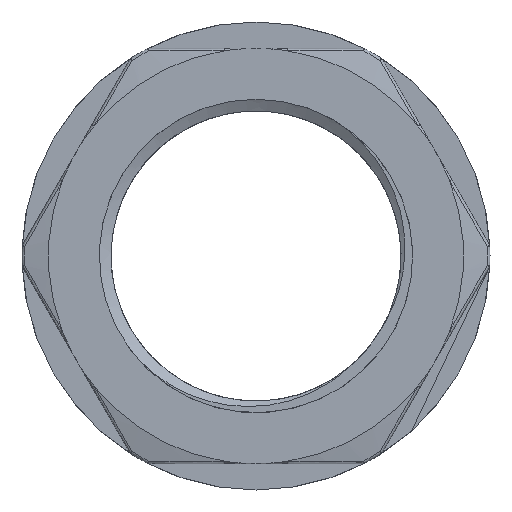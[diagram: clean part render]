
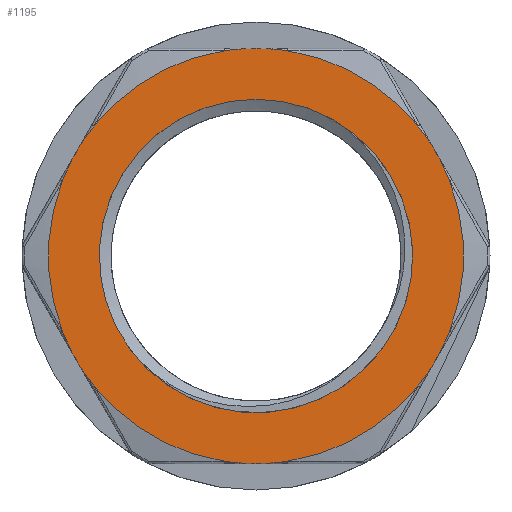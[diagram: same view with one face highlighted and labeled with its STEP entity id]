
A CAD part, left-side view. The second image highlights one B-rep face of the part: STEP entity #1195.
In plain terms, the highlighted planar face has unit normal (-1, 0, 0).
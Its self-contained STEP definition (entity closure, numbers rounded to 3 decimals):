
#101=FACE_BOUND('',#310,.T.);
#225=FACE_OUTER_BOUND('',#309,.T.);
#309=EDGE_LOOP('',(#1073,#1074,#1075,#1076,#1077,#1078,#1079,#1080,#1081,
#1082,#1083,#1084,#1085,#1086,#1087,#1088,#1089,#1090));
#310=EDGE_LOOP('',(#1091));
#319=CIRCLE('',#1211,10.191);
#324=CIRCLE('',#1217,13.5);
#333=CIRCLE('',#1230,13.5);
#337=CIRCLE('',#1237,13.5);
#340=CIRCLE('',#1240,13.5);
#349=CIRCLE('',#1253,13.5);
#352=CIRCLE('',#1259,13.5);
#355=CIRCLE('',#1262,13.5);
#364=CIRCLE('',#1275,13.5);
#367=CIRCLE('',#1281,13.5);
#370=CIRCLE('',#1284,13.5);
#379=CIRCLE('',#1297,13.5);
#382=CIRCLE('',#1303,13.5);
#385=CIRCLE('',#1306,13.5);
#394=CIRCLE('',#1319,13.5);
#397=CIRCLE('',#1325,13.5);
#400=CIRCLE('',#1328,13.5);
#408=CIRCLE('',#1340,13.5);
#411=CIRCLE('',#1346,13.5);
#471=VERTEX_POINT('',#2173);
#474=VERTEX_POINT('',#2525);
#478=VERTEX_POINT('',#2569);
#487=VERTEX_POINT('',#2617);
#491=VERTEX_POINT('',#2671);
#492=VERTEX_POINT('',#2697);
#496=VERTEX_POINT('',#2741);
#505=VERTEX_POINT('',#2789);
#507=VERTEX_POINT('',#2861);
#511=VERTEX_POINT('',#2905);
#520=VERTEX_POINT('',#2953);
#522=VERTEX_POINT('',#3025);
#526=VERTEX_POINT('',#3069);
#535=VERTEX_POINT('',#3117);
#537=VERTEX_POINT('',#3189);
#541=VERTEX_POINT('',#3233);
#550=VERTEX_POINT('',#3281);
#554=VERTEX_POINT('',#3391);
#562=VERTEX_POINT('',#3437);
#574=EDGE_CURVE('',#471,#471,#319,.T.);
#584=EDGE_CURVE('',#474,#478,#324,.T.);
#601=EDGE_CURVE('',#478,#487,#333,.T.);
#606=EDGE_CURVE('',#487,#491,#337,.T.);
#612=EDGE_CURVE('',#492,#496,#340,.T.);
#629=EDGE_CURVE('',#496,#505,#349,.T.);
#633=EDGE_CURVE('',#505,#474,#352,.T.);
#638=EDGE_CURVE('',#507,#511,#355,.T.);
#655=EDGE_CURVE('',#511,#520,#364,.T.);
#659=EDGE_CURVE('',#520,#492,#367,.T.);
#664=EDGE_CURVE('',#522,#526,#370,.T.);
#681=EDGE_CURVE('',#526,#535,#379,.T.);
#685=EDGE_CURVE('',#535,#507,#382,.T.);
#690=EDGE_CURVE('',#537,#541,#385,.T.);
#707=EDGE_CURVE('',#541,#550,#394,.T.);
#711=EDGE_CURVE('',#550,#522,#397,.T.);
#715=EDGE_CURVE('',#491,#554,#400,.T.);
#731=EDGE_CURVE('',#554,#562,#408,.T.);
#735=EDGE_CURVE('',#562,#537,#411,.T.);
#1073=ORIENTED_EDGE('',*,*,#681,.F.);
#1074=ORIENTED_EDGE('',*,*,#664,.F.);
#1075=ORIENTED_EDGE('',*,*,#711,.F.);
#1076=ORIENTED_EDGE('',*,*,#707,.F.);
#1077=ORIENTED_EDGE('',*,*,#690,.F.);
#1078=ORIENTED_EDGE('',*,*,#735,.F.);
#1079=ORIENTED_EDGE('',*,*,#731,.F.);
#1080=ORIENTED_EDGE('',*,*,#715,.F.);
#1081=ORIENTED_EDGE('',*,*,#606,.F.);
#1082=ORIENTED_EDGE('',*,*,#601,.F.);
#1083=ORIENTED_EDGE('',*,*,#584,.F.);
#1084=ORIENTED_EDGE('',*,*,#633,.F.);
#1085=ORIENTED_EDGE('',*,*,#629,.F.);
#1086=ORIENTED_EDGE('',*,*,#612,.F.);
#1087=ORIENTED_EDGE('',*,*,#659,.F.);
#1088=ORIENTED_EDGE('',*,*,#655,.F.);
#1089=ORIENTED_EDGE('',*,*,#638,.F.);
#1090=ORIENTED_EDGE('',*,*,#685,.F.);
#1091=ORIENTED_EDGE('',*,*,#574,.T.);
#1114=PLANE('',#1361);
#1195=ADVANCED_FACE('',(#225,#101),#1114,.T.);
#1211=AXIS2_PLACEMENT_3D('',#2174,#1377,#1378);
#1217=AXIS2_PLACEMENT_3D('',#2570,#1389,#1390);
#1230=AXIS2_PLACEMENT_3D('',#2661,#1419,#1420);
#1237=AXIS2_PLACEMENT_3D('',#2672,#1434,#1435);
#1240=AXIS2_PLACEMENT_3D('',#2742,#1440,#1441);
#1253=AXIS2_PLACEMENT_3D('',#2833,#1470,#1471);
#1259=AXIS2_PLACEMENT_3D('',#2840,#1483,#1484);
#1262=AXIS2_PLACEMENT_3D('',#2906,#1489,#1490);
#1275=AXIS2_PLACEMENT_3D('',#2997,#1519,#1520);
#1281=AXIS2_PLACEMENT_3D('',#3004,#1532,#1533);
#1284=AXIS2_PLACEMENT_3D('',#3070,#1538,#1539);
#1297=AXIS2_PLACEMENT_3D('',#3161,#1568,#1569);
#1303=AXIS2_PLACEMENT_3D('',#3168,#1581,#1582);
#1306=AXIS2_PLACEMENT_3D('',#3234,#1587,#1588);
#1319=AXIS2_PLACEMENT_3D('',#3325,#1617,#1618);
#1325=AXIS2_PLACEMENT_3D('',#3332,#1630,#1631);
#1328=AXIS2_PLACEMENT_3D('',#3392,#1636,#1637);
#1340=AXIS2_PLACEMENT_3D('',#3481,#1664,#1665);
#1346=AXIS2_PLACEMENT_3D('',#3488,#1677,#1678);
#1361=AXIS2_PLACEMENT_3D('',#3504,#1707,#1708);
#1377=DIRECTION('center_axis',(1.,0.,0.));
#1378=DIRECTION('ref_axis',(0.,0.,-1.));
#1389=DIRECTION('center_axis',(1.,0.,0.));
#1390=DIRECTION('ref_axis',(0.,-1.,0.));
#1419=DIRECTION('center_axis',(1.,0.,0.));
#1420=DIRECTION('ref_axis',(0.,-1.,0.));
#1434=DIRECTION('center_axis',(1.,0.,0.));
#1435=DIRECTION('ref_axis',(0.,-1.,0.));
#1440=DIRECTION('center_axis',(1.,0.,0.));
#1441=DIRECTION('ref_axis',(0.,-1.,0.));
#1470=DIRECTION('center_axis',(1.,0.,0.));
#1471=DIRECTION('ref_axis',(0.,-1.,0.));
#1483=DIRECTION('center_axis',(1.,0.,0.));
#1484=DIRECTION('ref_axis',(0.,-1.,0.));
#1489=DIRECTION('center_axis',(1.,0.,0.));
#1490=DIRECTION('ref_axis',(0.,-1.,0.));
#1519=DIRECTION('center_axis',(1.,0.,0.));
#1520=DIRECTION('ref_axis',(0.,-1.,0.));
#1532=DIRECTION('center_axis',(1.,0.,0.));
#1533=DIRECTION('ref_axis',(0.,-1.,0.));
#1538=DIRECTION('center_axis',(1.,0.,0.));
#1539=DIRECTION('ref_axis',(0.,-1.,0.));
#1568=DIRECTION('center_axis',(1.,0.,0.));
#1569=DIRECTION('ref_axis',(0.,-1.,0.));
#1581=DIRECTION('center_axis',(1.,0.,0.));
#1582=DIRECTION('ref_axis',(0.,-1.,0.));
#1587=DIRECTION('center_axis',(1.,0.,0.));
#1588=DIRECTION('ref_axis',(0.,-1.,0.));
#1617=DIRECTION('center_axis',(1.,0.,0.));
#1618=DIRECTION('ref_axis',(0.,-1.,0.));
#1630=DIRECTION('center_axis',(1.,0.,0.));
#1631=DIRECTION('ref_axis',(0.,-1.,0.));
#1636=DIRECTION('center_axis',(1.,0.,0.));
#1637=DIRECTION('ref_axis',(0.,-1.,0.));
#1664=DIRECTION('center_axis',(1.,0.,0.));
#1665=DIRECTION('ref_axis',(0.,-1.,0.));
#1677=DIRECTION('center_axis',(1.,0.,0.));
#1678=DIRECTION('ref_axis',(0.,-1.,0.));
#1707=DIRECTION('center_axis',(-1.,0.,0.));
#1708=DIRECTION('ref_axis',(0.,0.,1.));
#2173=CARTESIAN_POINT('',(-6.77,0.,10.191));
#2174=CARTESIAN_POINT('Origin',(-6.77,0.,0.));
#2525=CARTESIAN_POINT('',(-6.77,-10.524,8.456));
#2569=CARTESIAN_POINT('',(-6.77,-11.691,6.75));
#2570=CARTESIAN_POINT('Origin',(-6.77,0.,0.));
#2617=CARTESIAN_POINT('',(-6.77,-12.585,4.886));
#2661=CARTESIAN_POINT('Origin',(-6.77,0.,0.));
#2671=CARTESIAN_POINT('',(-6.77,-12.585,-4.886));
#2672=CARTESIAN_POINT('Origin',(-6.77,0.,0.));
#2697=CARTESIAN_POINT('',(-6.77,2.061,13.342));
#2741=CARTESIAN_POINT('',(-6.77,0.,13.5));
#2742=CARTESIAN_POINT('Origin',(-6.77,0.,0.));
#2789=CARTESIAN_POINT('',(-6.77,-2.061,13.342));
#2833=CARTESIAN_POINT('Origin',(-6.77,0.,0.));
#2840=CARTESIAN_POINT('Origin',(-6.77,0.,0.));
#2861=CARTESIAN_POINT('',(-6.77,12.585,4.886));
#2905=CARTESIAN_POINT('',(-6.77,11.691,6.75));
#2906=CARTESIAN_POINT('Origin',(-6.77,0.,0.));
#2953=CARTESIAN_POINT('',(-6.77,10.524,8.456));
#2997=CARTESIAN_POINT('Origin',(-6.77,0.,0.));
#3004=CARTESIAN_POINT('Origin',(-6.77,0.,0.));
#3025=CARTESIAN_POINT('',(-6.77,10.524,-8.456));
#3069=CARTESIAN_POINT('',(-6.77,11.691,-6.75));
#3070=CARTESIAN_POINT('Origin',(-6.77,0.,0.));
#3117=CARTESIAN_POINT('',(-6.77,12.585,-4.886));
#3161=CARTESIAN_POINT('Origin',(-6.77,0.,0.));
#3168=CARTESIAN_POINT('Origin',(-6.77,0.,0.));
#3189=CARTESIAN_POINT('',(-6.77,-2.061,-13.342));
#3233=CARTESIAN_POINT('',(-6.77,0.,-13.5));
#3234=CARTESIAN_POINT('Origin',(-6.77,0.,0.));
#3281=CARTESIAN_POINT('',(-6.77,2.061,-13.342));
#3325=CARTESIAN_POINT('Origin',(-6.77,0.,0.));
#3332=CARTESIAN_POINT('Origin',(-6.77,0.,0.));
#3391=CARTESIAN_POINT('',(-6.77,-11.691,-6.75));
#3392=CARTESIAN_POINT('Origin',(-6.77,0.,0.));
#3437=CARTESIAN_POINT('',(-6.77,-10.524,-8.456));
#3481=CARTESIAN_POINT('Origin',(-6.77,0.,0.));
#3488=CARTESIAN_POINT('Origin',(-6.77,0.,0.));
#3504=CARTESIAN_POINT('Origin',(-6.77,15.215,0.));
